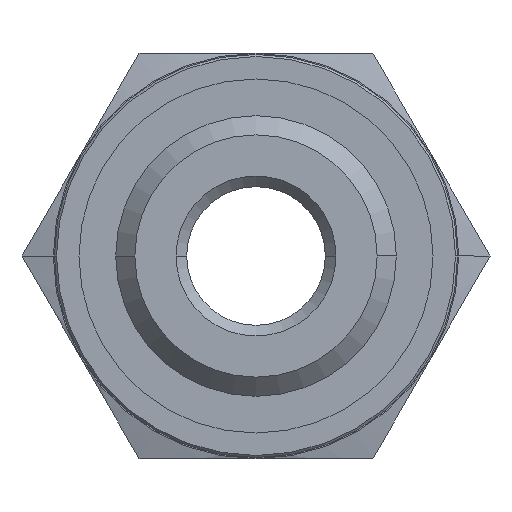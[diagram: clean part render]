
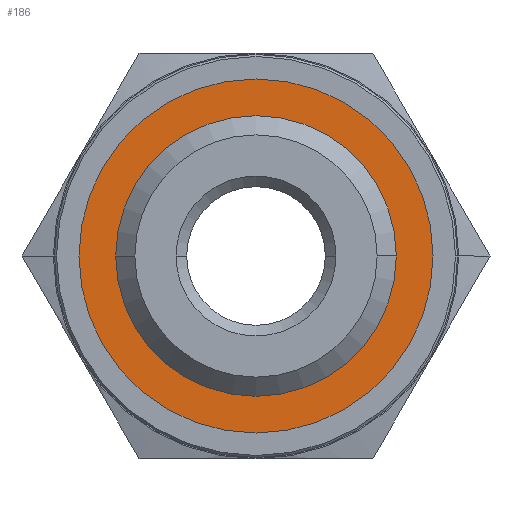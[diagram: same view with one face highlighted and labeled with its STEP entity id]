
A CAD part, left-side view. The second image highlights one B-rep face of the part: STEP entity #186.
In plain terms, the highlighted planar face has unit normal (-1, 0, 0).
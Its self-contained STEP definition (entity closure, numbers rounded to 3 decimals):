
#186 = ADVANCED_FACE( '', ( #429, #430 ), #431, .T. );
#429 = FACE_BOUND( '', #808, .T. );
#430 = FACE_OUTER_BOUND( '', #809, .T. );
#431 = PLANE( '', #810 );
#808 = EDGE_LOOP( '', ( #1519, #1520 ) );
#809 = EDGE_LOOP( '', ( #1521, #1522 ) );
#810 = AXIS2_PLACEMENT_3D( '', #1523, #1524, #1525 );
#1519 = ORIENTED_EDGE( '', *, *, #2623, .F. );
#1520 = ORIENTED_EDGE( '', *, *, #2514, .F. );
#1521 = ORIENTED_EDGE( '', *, *, #2518, .T. );
#1522 = ORIENTED_EDGE( '', *, *, #2621, .T. );
#1523 = CARTESIAN_POINT( '', ( -5.8, 7.325, 0. ) );
#1524 = DIRECTION( '', ( -1., 0., 0. ) );
#1525 = DIRECTION( '', ( 0., 1., 0. ) );
#2514 = EDGE_CURVE( '', #2994, #2991, #2996, .T. );
#2518 = EDGE_CURVE( '', #2998, #3002, #3004, .T. );
#2621 = EDGE_CURVE( '', #3002, #2998, #3175, .T. );
#2623 = EDGE_CURVE( '', #2991, #2994, #3177, .T. );
#2991 = VERTEX_POINT( '', #3739 );
#2994 = VERTEX_POINT( '', #3743 );
#2996 = CIRCLE( '', #3746, 6.35 );
#2998 = VERTEX_POINT( '', #3748 );
#3002 = VERTEX_POINT( '', #3753 );
#3004 = CIRCLE( '', #3756, 8.3 );
#3175 = CIRCLE( '', #4013, 8.3 );
#3177 = CIRCLE( '', #4015, 6.35 );
#3739 = CARTESIAN_POINT( '', ( -5.8, 6.35, 0. ) );
#3743 = CARTESIAN_POINT( '', ( -5.8, -6.35, 0. ) );
#3746 = AXIS2_PLACEMENT_3D( '', #5038, #5039, #5040 );
#3748 = CARTESIAN_POINT( '', ( -5.8, 8.3, 0. ) );
#3753 = CARTESIAN_POINT( '', ( -5.8, -8.3, 0. ) );
#3756 = AXIS2_PLACEMENT_3D( '', #5046, #5047, #5048 );
#4013 = AXIS2_PLACEMENT_3D( '', #5183, #5184, #5185 );
#4015 = AXIS2_PLACEMENT_3D( '', #5189, #5190, #5191 );
#5038 = CARTESIAN_POINT( '', ( -5.8, 0., 0. ) );
#5039 = DIRECTION( '', ( -1., 0., 0. ) );
#5040 = DIRECTION( '', ( 0., 1., 0. ) );
#5046 = CARTESIAN_POINT( '', ( -5.8, 0., 0. ) );
#5047 = DIRECTION( '', ( -1., 0., 0. ) );
#5048 = DIRECTION( '', ( 0., 1., 0. ) );
#5183 = CARTESIAN_POINT( '', ( -5.8, 0., 0. ) );
#5184 = DIRECTION( '', ( -1., 0., 0. ) );
#5185 = DIRECTION( '', ( 0., 1., 0. ) );
#5189 = CARTESIAN_POINT( '', ( -5.8, 0., 0. ) );
#5190 = DIRECTION( '', ( -1., 0., 0. ) );
#5191 = DIRECTION( '', ( 0., 1., 0. ) );
